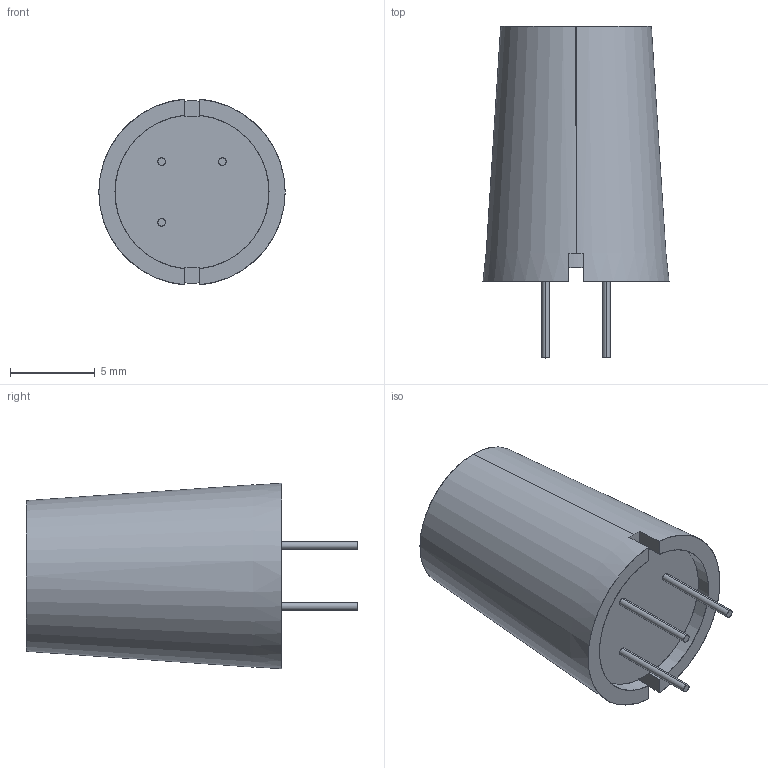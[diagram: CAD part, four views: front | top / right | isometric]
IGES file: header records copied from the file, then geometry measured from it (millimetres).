
Global section: preprocessor: SolidWorks 2007; organization: PanasonicElectricWorks; date: MM; units: millimetre
Bounding box: 11 x 19.6 x 10.97 mm (x, y, z)
Surface area: 680.6 mm2 (no closed solid volume)
Topology: 0 solids, 0 shells, 26 faces, 330 edges, 330 vertices
Faces by surface type: revolution 13, bspline 13
